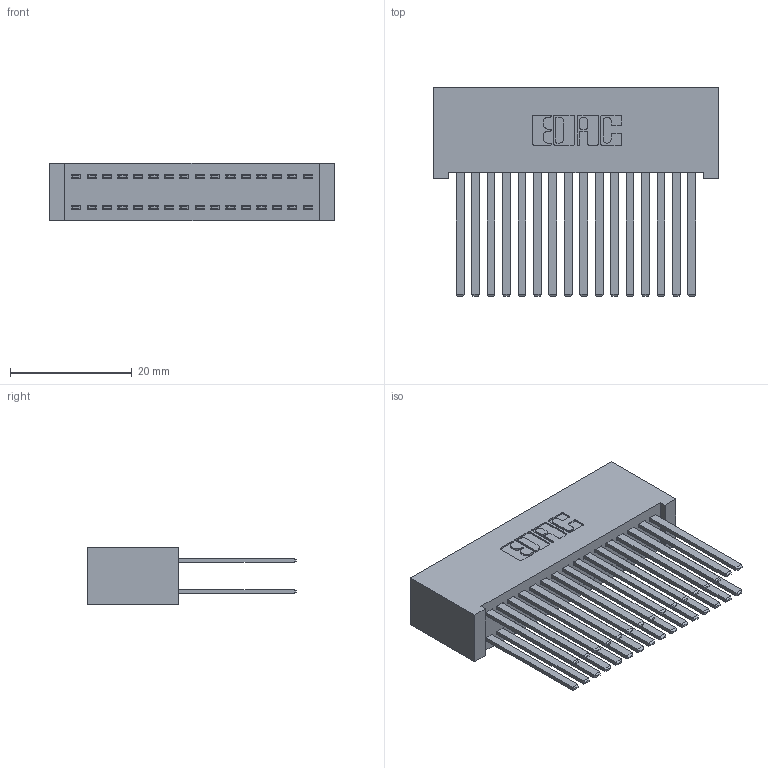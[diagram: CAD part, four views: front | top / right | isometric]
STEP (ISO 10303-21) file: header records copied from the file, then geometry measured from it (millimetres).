
FILE_DESCRIPTION (( 'STEP AP203' ), '1' );
FILE_NAME ('342-032-544-201.STEP', '2019-10-02T11:15:58', ( '' ), ( '' ), 'SwSTEP 2.0', 'SolidWorks 2016', '' );
FILE_SCHEMA (( 'CONFIG_CONTROL_DESIGN' ));
Length unit declared in the file: inch
Products named in the file (3): 345-292-001_345-293-144; 342-032-544-201; 342 Part_Lugless
Assembly tree (33 placements, depth 2):
  342-032-544-201
    342 Part_Lugless
    345-292-001_345-293-144  x32
Bounding box: 46.89 x 34.3 x 9.4 mm (x, y, z)
Volume: 4977.9 mm3; surface area: 9150.7 mm2
Topology: 33 solids, 33 shells, 1574 faces, 4659 edges, 3062 vertices
Faces by surface type: plane 1086, cylinder 488
Entity records: 13063 total; most frequent: CARTESIAN_POINT 2190, ORIENTED_EDGE 2126, DIRECTION 1907, EDGE_CURVE 1063, LINE 947, VECTOR 947, VERTEX_POINT 706, AXIS2_PLACEMENT_3D 480
